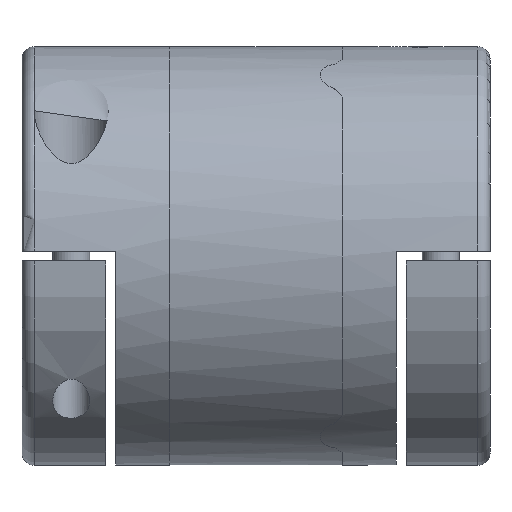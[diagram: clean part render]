
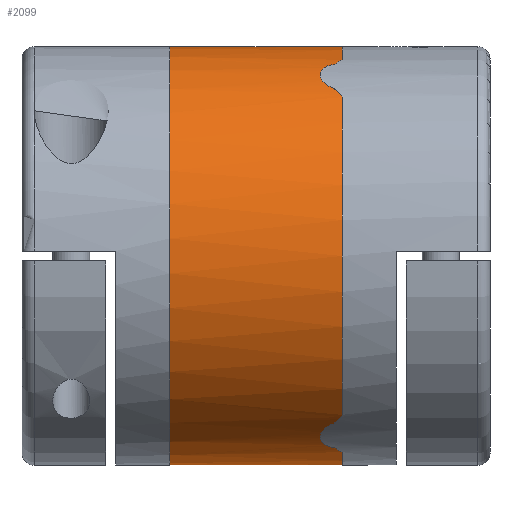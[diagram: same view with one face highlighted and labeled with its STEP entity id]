
A CAD part, front view. The second image highlights one B-rep face of the part: STEP entity #2099.
In plain terms, the highlighted cylindrical face has radius 17 mm (diameter 34 mm), a full revolution.
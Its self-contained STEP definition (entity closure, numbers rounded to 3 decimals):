
#49=ELLIPSE('',#2297,20.753,17.);
#50=ELLIPSE('',#2299,20.753,17.);
#51=ELLIPSE('',#2300,20.753,17.);
#52=ELLIPSE('',#2302,20.753,17.);
#53=ELLIPSE('',#2303,20.753,17.);
#54=ELLIPSE('',#2305,20.753,17.);
#55=ELLIPSE('',#2306,20.753,17.);
#56=ELLIPSE('',#2308,20.753,17.);
#180=CIRCLE('',#2298,17.);
#181=CIRCLE('',#2301,17.);
#182=CIRCLE('',#2304,17.);
#183=CIRCLE('',#2307,17.);
#718=ORIENTED_EDGE('',*,*,#1232,.T.);
#719=ORIENTED_EDGE('',*,*,#1233,.T.);
#720=ORIENTED_EDGE('',*,*,#1234,.T.);
#721=ORIENTED_EDGE('',*,*,#1235,.T.);
#722=ORIENTED_EDGE('',*,*,#1236,.T.);
#723=ORIENTED_EDGE('',*,*,#1237,.T.);
#724=ORIENTED_EDGE('',*,*,#1238,.T.);
#725=ORIENTED_EDGE('',*,*,#1239,.T.);
#726=ORIENTED_EDGE('',*,*,#1240,.T.);
#727=ORIENTED_EDGE('',*,*,#1241,.T.);
#728=ORIENTED_EDGE('',*,*,#1242,.F.);
#729=ORIENTED_EDGE('',*,*,#1243,.T.);
#730=ORIENTED_EDGE('',*,*,#1244,.T.);
#731=ORIENTED_EDGE('',*,*,#1245,.T.);
#732=ORIENTED_EDGE('',*,*,#1246,.F.);
#733=ORIENTED_EDGE('',*,*,#1247,.T.);
#1232=EDGE_CURVE('',#1505,#1506,#49,.F.);
#1233=EDGE_CURVE('',#1506,#1507,#180,.T.);
#1234=EDGE_CURVE('',#1507,#1508,#50,.F.);
#1235=EDGE_CURVE('',#1508,#1509,#1664,.T.);
#1236=EDGE_CURVE('',#1509,#1510,#51,.F.);
#1237=EDGE_CURVE('',#1510,#1511,#181,.T.);
#1238=EDGE_CURVE('',#1511,#1512,#52,.F.);
#1239=EDGE_CURVE('',#1512,#1505,#1665,.T.);
#1240=EDGE_CURVE('',#1513,#1514,#1666,.T.);
#1241=EDGE_CURVE('',#1514,#1515,#53,.F.);
#1242=EDGE_CURVE('',#1516,#1515,#182,.T.);
#1243=EDGE_CURVE('',#1516,#1517,#54,.F.);
#1244=EDGE_CURVE('',#1517,#1518,#1667,.T.);
#1245=EDGE_CURVE('',#1518,#1519,#55,.F.);
#1246=EDGE_CURVE('',#1520,#1519,#183,.T.);
#1247=EDGE_CURVE('',#1520,#1513,#56,.F.);
#1505=VERTEX_POINT('',#3325);
#1506=VERTEX_POINT('',#3326);
#1507=VERTEX_POINT('',#3328);
#1508=VERTEX_POINT('',#3330);
#1509=VERTEX_POINT('',#3338);
#1510=VERTEX_POINT('',#3340);
#1511=VERTEX_POINT('',#3342);
#1512=VERTEX_POINT('',#3344);
#1513=VERTEX_POINT('',#3359);
#1514=VERTEX_POINT('',#3360);
#1515=VERTEX_POINT('',#3362);
#1516=VERTEX_POINT('',#3364);
#1517=VERTEX_POINT('',#3366);
#1518=VERTEX_POINT('',#3374);
#1519=VERTEX_POINT('',#3376);
#1520=VERTEX_POINT('',#3378);
#1664=B_SPLINE_CURVE_WITH_KNOTS('',3,(#3331,#3332,#3333,#3334,#3335,#3336,
#3337),.UNSPECIFIED.,.F.,.F.,(4,1,1,1,4),(0.,0.001,
0.002,0.004,0.005),
 .UNSPECIFIED.);
#1665=B_SPLINE_CURVE_WITH_KNOTS('',3,(#3345,#3346,#3347,#3348,#3349,#3350,
#3351),.UNSPECIFIED.,.F.,.F.,(4,1,1,1,4),(0.,0.001,0.002,
0.004,0.005),.UNSPECIFIED.);
#1666=B_SPLINE_CURVE_WITH_KNOTS('',3,(#3352,#3353,#3354,#3355,#3356,#3357,
#3358),.UNSPECIFIED.,.F.,.F.,(4,1,1,1,4),(0.,0.001,0.002,
0.004,0.005),.UNSPECIFIED.);
#1667=B_SPLINE_CURVE_WITH_KNOTS('',3,(#3367,#3368,#3369,#3370,#3371,#3372,
#3373),.UNSPECIFIED.,.F.,.F.,(4,1,1,1,4),(0.,0.001,0.002,
0.004,0.005),.UNSPECIFIED.);
#1737=EDGE_LOOP('',(#718,#719,#720,#721,#722,#723,#724,#725));
#1738=EDGE_LOOP('',(#726,#727,#728,#729,#730,#731,#732,#733));
#1909=FACE_BOUND('',#1737,.T.);
#1910=FACE_BOUND('',#1738,.T.);
#2038=CYLINDRICAL_SURFACE('',#2296,17.);
#2099=ADVANCED_FACE('',(#1909,#1910),#2038,.T.);
#2296=AXIS2_PLACEMENT_3D('',#3323,#2632,#2633);
#2297=AXIS2_PLACEMENT_3D('',#3324,#2634,#2635);
#2298=AXIS2_PLACEMENT_3D('',#3327,#2636,#2637);
#2299=AXIS2_PLACEMENT_3D('',#3329,#2638,#2639);
#2300=AXIS2_PLACEMENT_3D('',#3339,#2640,#2641);
#2301=AXIS2_PLACEMENT_3D('',#3341,#2642,#2643);
#2302=AXIS2_PLACEMENT_3D('',#3343,#2644,#2645);
#2303=AXIS2_PLACEMENT_3D('',#3361,#2646,#2647);
#2304=AXIS2_PLACEMENT_3D('',#3363,#2648,#2649);
#2305=AXIS2_PLACEMENT_3D('',#3365,#2650,#2651);
#2306=AXIS2_PLACEMENT_3D('',#3375,#2652,#2653);
#2307=AXIS2_PLACEMENT_3D('',#3377,#2654,#2655);
#2308=AXIS2_PLACEMENT_3D('',#3379,#2656,#2657);
#2632=DIRECTION('',(1.,0.,0.));
#2633=DIRECTION('',(0.,0.,-1.));
#2634=DIRECTION('',(-0.819,-0.574,0.));
#2635=DIRECTION('',(0.574,-0.819,0.));
#2636=DIRECTION('',(1.,0.,0.));
#2637=DIRECTION('',(0.,0.,-1.));
#2638=DIRECTION('',(-0.819,-0.574,0.));
#2639=DIRECTION('',(0.574,-0.819,0.));
#2640=DIRECTION('',(-0.819,0.574,0.));
#2641=DIRECTION('',(0.574,0.819,0.));
#2642=DIRECTION('',(1.,0.,0.));
#2643=DIRECTION('',(0.,0.,-1.));
#2644=DIRECTION('',(-0.819,0.574,0.));
#2645=DIRECTION('',(0.574,0.819,0.));
#2646=DIRECTION('',(0.819,-0.574,0.));
#2647=DIRECTION('',(0.574,0.819,0.));
#2648=DIRECTION('',(1.,0.,0.));
#2649=DIRECTION('',(0.,0.,-1.));
#2650=DIRECTION('',(0.819,-0.574,0.));
#2651=DIRECTION('',(0.574,0.819,0.));
#2652=DIRECTION('',(0.819,0.574,0.));
#2653=DIRECTION('',(0.574,-0.819,0.));
#2654=DIRECTION('',(1.,0.,0.));
#2655=DIRECTION('',(0.,0.,-1.));
#2656=DIRECTION('',(0.819,0.574,0.));
#2657=DIRECTION('',(0.574,-0.819,0.));
#3323=CARTESIAN_POINT('',(14.,0.,0.));
#3324=CARTESIAN_POINT('',(7.752,0.,0.));
#3325=CARTESIAN_POINT('',(0.616,10.191,-13.606));
#3326=CARTESIAN_POINT('',(0.,11.071,-12.901));
#3327=CARTESIAN_POINT('',(0.,0.,0.));
#3328=CARTESIAN_POINT('',(0.,11.071,12.901));
#3329=CARTESIAN_POINT('',(7.752,0.,0.));
#3330=CARTESIAN_POINT('',(0.616,10.191,13.606));
#3331=CARTESIAN_POINT('',(0.616,10.191,13.606));
#3332=CARTESIAN_POINT('',(0.988,10.056,13.708));
#3333=CARTESIAN_POINT('',(1.573,9.57,14.064));
#3334=CARTESIAN_POINT('',(1.901,8.553,14.71));
#3335=CARTESIAN_POINT('',(1.619,7.472,15.283));
#3336=CARTESIAN_POINT('',(0.996,6.947,15.517));
#3337=CARTESIAN_POINT('',(0.616,6.809,15.577));
#3338=CARTESIAN_POINT('',(0.616,6.809,15.577));
#3339=CARTESIAN_POINT('',(-4.152,0.,0.));
#3340=CARTESIAN_POINT('',(0.,5.929,15.932));
#3341=CARTESIAN_POINT('',(0.,0.,0.));
#3342=CARTESIAN_POINT('',(0.,5.929,-15.932));
#3343=CARTESIAN_POINT('',(-4.152,0.,0.));
#3344=CARTESIAN_POINT('',(0.616,6.809,-15.577));
#3345=CARTESIAN_POINT('',(0.616,6.809,-15.577));
#3346=CARTESIAN_POINT('',(0.995,6.947,-15.517));
#3347=CARTESIAN_POINT('',(1.62,7.472,-15.283));
#3348=CARTESIAN_POINT('',(1.902,8.557,-14.708));
#3349=CARTESIAN_POINT('',(1.57,9.573,-14.062));
#3350=CARTESIAN_POINT('',(0.988,10.056,-13.708));
#3351=CARTESIAN_POINT('',(0.616,10.191,-13.606));
#3352=CARTESIAN_POINT('',(13.384,-10.191,13.606));
#3353=CARTESIAN_POINT('',(13.012,-10.056,13.708));
#3354=CARTESIAN_POINT('',(12.427,-9.57,14.064));
#3355=CARTESIAN_POINT('',(12.099,-8.553,14.71));
#3356=CARTESIAN_POINT('',(12.381,-7.472,15.283));
#3357=CARTESIAN_POINT('',(13.004,-6.947,15.517));
#3358=CARTESIAN_POINT('',(13.384,-6.809,15.577));
#3359=CARTESIAN_POINT('',(13.384,-10.191,13.606));
#3360=CARTESIAN_POINT('',(13.384,-6.809,15.577));
#3361=CARTESIAN_POINT('',(18.152,0.,0.));
#3362=CARTESIAN_POINT('',(14.,-5.929,15.932));
#3363=CARTESIAN_POINT('',(14.,0.,0.));
#3364=CARTESIAN_POINT('',(14.,-5.929,-15.932));
#3365=CARTESIAN_POINT('',(18.152,0.,0.));
#3366=CARTESIAN_POINT('',(13.384,-6.809,-15.577));
#3367=CARTESIAN_POINT('',(13.384,-6.809,-15.577));
#3368=CARTESIAN_POINT('',(13.005,-6.947,-15.517));
#3369=CARTESIAN_POINT('',(12.38,-7.472,-15.283));
#3370=CARTESIAN_POINT('',(12.098,-8.557,-14.708));
#3371=CARTESIAN_POINT('',(12.43,-9.573,-14.062));
#3372=CARTESIAN_POINT('',(13.012,-10.056,-13.708));
#3373=CARTESIAN_POINT('',(13.384,-10.191,-13.606));
#3374=CARTESIAN_POINT('',(13.384,-10.191,-13.606));
#3375=CARTESIAN_POINT('',(6.248,0.,0.));
#3376=CARTESIAN_POINT('',(14.,-11.071,-12.901));
#3377=CARTESIAN_POINT('',(14.,0.,0.));
#3378=CARTESIAN_POINT('',(14.,-11.071,12.901));
#3379=CARTESIAN_POINT('',(6.248,0.,0.));
